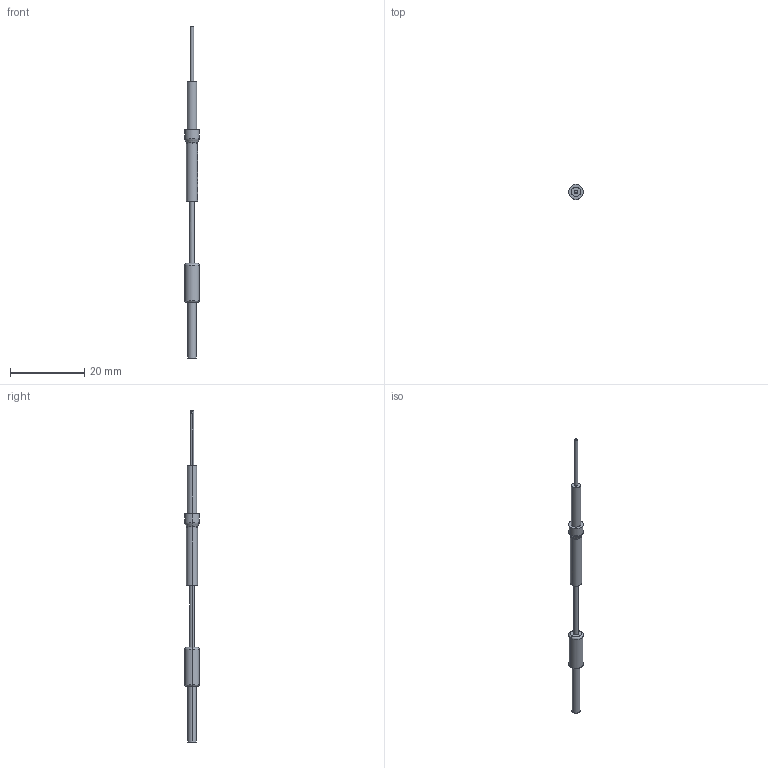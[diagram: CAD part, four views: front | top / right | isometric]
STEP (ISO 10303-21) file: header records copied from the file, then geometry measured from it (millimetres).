
FILE_DESCRIPTION((''),'2;1');
FILE_NAME('PD-32-SQ-TTT_ASM','2018-01-10T',('Gavin'),(''),'PRO/ENGINEER BY PARAMETRIC TECHNOLOGY CORPORATION, 2009440','PRO/ENGINEER BY PARAMETRIC TECHNOLOGY CORPORATION, 2009440','');
FILE_SCHEMA(('CONFIG_CONTROL_DESIGN'));
Length unit declared in the file: millimetre
Products named in the file (5): ____-____3; ____-____5; ____-____2_3_; PD-32-DQ_ASM; PD-32-SQ-TTT_ASM
Assembly tree (4 placements, depth 3):
  PD-32-SQ-TTT_ASM
    PD-32-DQ_ASM
      ____-____3
      ____-____5
      ____-____2_3_
Bounding box: 4 x 4 x 89.5 mm (x, y, z)
Volume: 430.6 mm3; surface area: 892.8 mm2
Topology: 3 solids, 3 shells, 263 faces, 712 edges, 467 vertices
Faces by surface type: plane 181, cylinder 34, extrusion 32, torus 10, cone 4, bspline 2
Entity records: 9911 total; most frequent: CARTESIAN_POINT 3300, ORIENTED_EDGE 1424, DIRECTION 1232, EDGE_CURVE 712, VERTEX_POINT 467, VECTOR 454, LINE 422, AXIS2_PLACEMENT_3D 389
